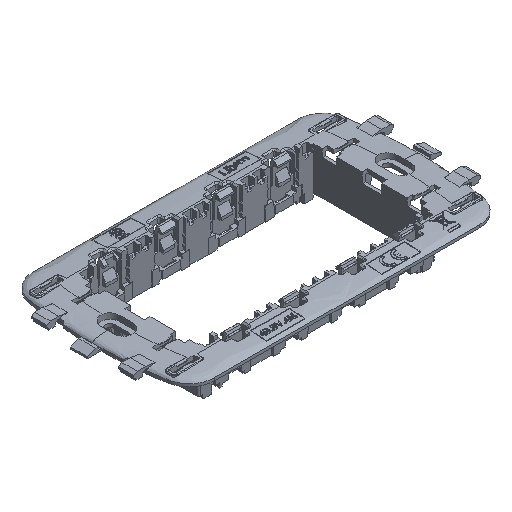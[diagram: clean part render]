
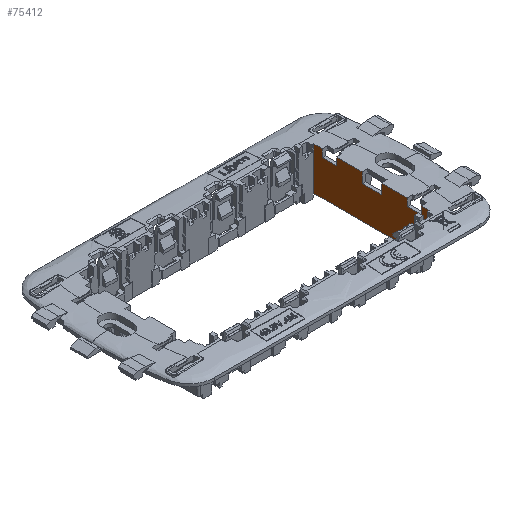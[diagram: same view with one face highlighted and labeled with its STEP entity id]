
A CAD part, isometric view. The second image highlights one B-rep face of the part: STEP entity #75412.
In plain terms, the highlighted planar face has unit normal (-1, 0, 0.009).
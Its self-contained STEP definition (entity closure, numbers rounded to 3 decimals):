
#1242 = VECTOR ( 'NONE', #66733, 1000. ) ;
#1765 = LINE ( 'NONE', #114150, #99181 ) ;
#3777 = ORIENTED_EDGE ( 'NONE', *, *, #56372, .T. ) ;
#4212 = CARTESIAN_POINT ( 'NONE',  ( 56.395, 0., 2.6 ) ) ;
#5767 = DIRECTION ( 'NONE',  ( 0.009, 0., 1. ) ) ;
#6398 = LINE ( 'NONE', #121005, #103891 ) ;
#7214 = VERTEX_POINT ( 'NONE', #18037 ) ;
#8082 = DIRECTION ( 'NONE',  ( 0.009, 0.017, 1. ) ) ;
#9131 = VERTEX_POINT ( 'NONE', #70088 ) ;
#9223 = CARTESIAN_POINT ( 'NONE',  ( 56.395, 0., 2.6 ) ) ;
#13167 = ORIENTED_EDGE ( 'NONE', *, *, #30034, .T. ) ;
#15027 = DIRECTION ( 'NONE',  ( 0., 1., 0. ) ) ;
#17010 = DIRECTION ( 'NONE',  ( 0., 1., 0. ) ) ;
#17900 = CARTESIAN_POINT ( 'NONE',  ( 56.246, -22.396, -14.491 ) ) ;
#18037 = CARTESIAN_POINT ( 'NONE',  ( 56.395, 13.748, 2.6 ) ) ;
#18368 = DIRECTION ( 'NONE',  ( 0., -1., 0. ) ) ;
#18443 = DIRECTION ( 'NONE',  ( 0.009, -0.009, 1. ) ) ;
#19188 = CARTESIAN_POINT ( 'NONE',  ( 56.364, 13.809, -0.892 ) ) ;
#20669 = LINE ( 'NONE', #162037, #159738 ) ;
#21156 = AXIS2_PLACEMENT_3D ( 'NONE', #157940, #81939, #5767 ) ;
#21780 = VERTEX_POINT ( 'NONE', #30015 ) ;
#22847 = VERTEX_POINT ( 'NONE', #37025 ) ;
#24121 = EDGE_CURVE ( 'NONE', #60752, #40647, #20669, .T. ) ;
#25015 = VECTOR ( 'NONE', #17010, 1000. ) ;
#26602 = VECTOR ( 'NONE', #120802, 1000. ) ;
#26846 = ORIENTED_EDGE ( 'NONE', *, *, #148370, .F. ) ;
#27810 = CARTESIAN_POINT ( 'NONE',  ( 56.395, 0., 2.6 ) ) ;
#30015 = CARTESIAN_POINT ( 'NONE',  ( 56.395, -22.545, 2.6 ) ) ;
#30034 = EDGE_CURVE ( 'NONE', #32394, #71630, #6398, .T. ) ;
#30926 = EDGE_LOOP ( 'NONE', ( #92414, #13167, #101680, #107976, #26846, #3777, #137980, #38380, #85897, #113027, #120752, #38006, #109812, #38670, #58409, #141216 ) ) ;
#32394 = VERTEX_POINT ( 'NONE', #50746 ) ;
#32619 = VERTEX_POINT ( 'NONE', #130589 ) ;
#34826 = EDGE_CURVE ( 'NONE', #80783, #42527, #46083, .T. ) ;
#35959 = CARTESIAN_POINT ( 'NONE',  ( 56.369, -19.3, -0.4 ) ) ;
#37025 = CARTESIAN_POINT ( 'NONE',  ( 56.395, 22.545, 2.6 ) ) ;
#38006 = ORIENTED_EDGE ( 'NONE', *, *, #34826, .F. ) ;
#38380 = ORIENTED_EDGE ( 'NONE', *, *, #93932, .F. ) ;
#38670 = ORIENTED_EDGE ( 'NONE', *, *, #48943, .T. ) ;
#40647 = VERTEX_POINT ( 'NONE', #75024 ) ;
#41583 = CARTESIAN_POINT ( 'NONE',  ( 56.369, 13.8, -0.4 ) ) ;
#42527 = VERTEX_POINT ( 'NONE', #112753 ) ;
#42686 = LINE ( 'NONE', #160246, #106228 ) ;
#43827 = EDGE_CURVE ( 'NONE', #21780, #42527, #1765, .T. ) ;
#45000 = EDGE_CURVE ( 'NONE', #106638, #80783, #150622, .T. ) ;
#45464 = FACE_OUTER_BOUND ( 'NONE', #30926, .T. ) ;
#46083 = LINE ( 'NONE', #107493, #143425 ) ;
#48061 = EDGE_CURVE ( 'NONE', #40647, #21780, #62970, .T. ) ;
#48943 = EDGE_CURVE ( 'NONE', #106638, #9131, #112502, .T. ) ;
#50746 = CARTESIAN_POINT ( 'NONE',  ( 56.36, 3.733, -1.4 ) ) ;
#51389 = EDGE_CURVE ( 'NONE', #63985, #7214, #127950, .T. ) ;
#54676 = CARTESIAN_POINT ( 'NONE',  ( 56.369, -13.8, -0.4 ) ) ;
#56169 = CARTESIAN_POINT ( 'NONE',  ( 56.36, 0., -1.4 ) ) ;
#56372 = EDGE_CURVE ( 'NONE', #32619, #144758, #42686, .T. ) ;
#56733 = LINE ( 'NONE', #87833, #154123 ) ;
#57230 = VECTOR ( 'NONE', #57317, 1000. ) ;
#57317 = DIRECTION ( 'NONE',  ( 0., -1., 0. ) ) ;
#58409 = ORIENTED_EDGE ( 'NONE', *, *, #77932, .T. ) ;
#60752 = VERTEX_POINT ( 'NONE', #102657 ) ;
#62959 = VECTOR ( 'NONE', #103116, 1000. ) ;
#62970 = LINE ( 'NONE', #17900, #126492 ) ;
#63985 = VERTEX_POINT ( 'NONE', #41583 ) ;
#66733 = DIRECTION ( 'NONE',  ( 0., -1., 0. ) ) ;
#69198 = PLANE ( 'NONE',  #21156 ) ;
#70088 = CARTESIAN_POINT ( 'NONE',  ( 56.395, -13.748, 2.6 ) ) ;
#70164 = VERTEX_POINT ( 'NONE', #116987 ) ;
#71630 = VERTEX_POINT ( 'NONE', #119948 ) ;
#75024 = CARTESIAN_POINT ( 'NONE',  ( 56.25, -22.4, -14. ) ) ;
#75412 = ADVANCED_FACE ( 'NONE', ( #45464 ), #69198, .T. ) ;
#77932 = EDGE_CURVE ( 'NONE', #9131, #87039, #153825, .T. ) ;
#78772 = VECTOR ( 'NONE', #80017, 1000. ) ;
#80017 = DIRECTION ( 'NONE',  ( 0.009, 0.017, 1. ) ) ;
#80783 = VERTEX_POINT ( 'NONE', #35959 ) ;
#81939 = DIRECTION ( 'NONE',  ( -1., 0., 0.009 ) ) ;
#84889 = LINE ( 'NONE', #27810, #118625 ) ;
#85897 = ORIENTED_EDGE ( 'NONE', *, *, #24121, .T. ) ;
#86028 = DIRECTION ( 'NONE',  ( 0., -1., 0. ) ) ;
#87039 = VERTEX_POINT ( 'NONE', #104947 ) ;
#87833 = CARTESIAN_POINT ( 'NONE',  ( 56.249, -3.512, -14.061 ) ) ;
#87964 = EDGE_CURVE ( 'NONE', #32394, #70164, #99715, .T. ) ;
#90297 = CARTESIAN_POINT ( 'NONE',  ( 56.248, 22.398, -14.195 ) ) ;
#92414 = ORIENTED_EDGE ( 'NONE', *, *, #87964, .F. ) ;
#93932 = EDGE_CURVE ( 'NONE', #60752, #22847, #96692, .T. ) ;
#96692 = LINE ( 'NONE', #90297, #62959 ) ;
#98173 = DIRECTION ( 'NONE',  ( 0., 1., 0. ) ) ;
#99181 = VECTOR ( 'NONE', #126878, 1000. ) ;
#99715 = LINE ( 'NONE', #56169, #107654 ) ;
#100628 = DIRECTION ( 'NONE',  ( 0.009, -0.017, 1. ) ) ;
#101680 = ORIENTED_EDGE ( 'NONE', *, *, #108366, .T. ) ;
#102656 = LINE ( 'NONE', #104456, #1242 ) ;
#102657 = CARTESIAN_POINT ( 'NONE',  ( 56.25, 22.4, -14. ) ) ;
#103116 = DIRECTION ( 'NONE',  ( 0.009, 0.009, 1. ) ) ;
#103891 = VECTOR ( 'NONE', #133812, 1000. ) ;
#104456 = CARTESIAN_POINT ( 'NONE',  ( 56.369, 0., -0.4 ) ) ;
#104947 = CARTESIAN_POINT ( 'NONE',  ( 56.395, -3.802, 2.6 ) ) ;
#106228 = VECTOR ( 'NONE', #8082, 1000. ) ;
#106638 = VERTEX_POINT ( 'NONE', #54676 ) ;
#107493 = CARTESIAN_POINT ( 'NONE',  ( 56.364, -19.291, -0.892 ) ) ;
#107654 = VECTOR ( 'NONE', #18368, 1000. ) ;
#107976 = ORIENTED_EDGE ( 'NONE', *, *, #51389, .F. ) ;
#108039 = DIRECTION ( 'NONE',  ( 0.009, -0.017, 1. ) ) ;
#108366 = EDGE_CURVE ( 'NONE', #71630, #7214, #84889, .T. ) ;
#109812 = ORIENTED_EDGE ( 'NONE', *, *, #45000, .F. ) ;
#112502 = LINE ( 'NONE', #143285, #78772 ) ;
#112753 = CARTESIAN_POINT ( 'NONE',  ( 56.395, -19.352, 2.6 ) ) ;
#113027 = ORIENTED_EDGE ( 'NONE', *, *, #48061, .T. ) ;
#114150 = CARTESIAN_POINT ( 'NONE',  ( 56.395, 0., 2.6 ) ) ;
#116987 = CARTESIAN_POINT ( 'NONE',  ( 56.36, -3.733, -1.4 ) ) ;
#118625 = VECTOR ( 'NONE', #15027, 1000. ) ;
#119948 = CARTESIAN_POINT ( 'NONE',  ( 56.395, 3.802, 2.6 ) ) ;
#120752 = ORIENTED_EDGE ( 'NONE', *, *, #43827, .T. ) ;
#120802 = DIRECTION ( 'NONE',  ( 0.009, -0.017, 1. ) ) ;
#121005 = CARTESIAN_POINT ( 'NONE',  ( 56.364, 3.741, -0.892 ) ) ;
#126374 = LINE ( 'NONE', #4212, #25015 ) ;
#126492 = VECTOR ( 'NONE', #18443, 1000. ) ;
#126878 = DIRECTION ( 'NONE',  ( 0., 1., 0. ) ) ;
#127950 = LINE ( 'NONE', #19188, #26602 ) ;
#130589 = CARTESIAN_POINT ( 'NONE',  ( 56.369, 19.3, -0.4 ) ) ;
#131960 = VECTOR ( 'NONE', #98173, 1000. ) ;
#133812 = DIRECTION ( 'NONE',  ( 0.009, 0.017, 1. ) ) ;
#134537 = EDGE_CURVE ( 'NONE', #70164, #87039, #56733, .T. ) ;
#137980 = ORIENTED_EDGE ( 'NONE', *, *, #162965, .T. ) ;
#141216 = ORIENTED_EDGE ( 'NONE', *, *, #134537, .F. ) ;
#143285 = CARTESIAN_POINT ( 'NONE',  ( 56.252, -14.033, -13.755 ) ) ;
#143425 = VECTOR ( 'NONE', #108039, 1000. ) ;
#144333 = CARTESIAN_POINT ( 'NONE',  ( 56.395, 19.352, 2.6 ) ) ;
#144758 = VERTEX_POINT ( 'NONE', #144333 ) ;
#148370 = EDGE_CURVE ( 'NONE', #32619, #63985, #102656, .T. ) ;
#150622 = LINE ( 'NONE', #158352, #57230 ) ;
#153825 = LINE ( 'NONE', #9223, #131960 ) ;
#154123 = VECTOR ( 'NONE', #100628, 1000. ) ;
#157940 = CARTESIAN_POINT ( 'NONE',  ( 56.25, 0., -14. ) ) ;
#158352 = CARTESIAN_POINT ( 'NONE',  ( 56.369, 0., -0.4 ) ) ;
#159738 = VECTOR ( 'NONE', #86028, 1000. ) ;
#160246 = CARTESIAN_POINT ( 'NONE',  ( 56.247, 19.057, -14.333 ) ) ;
#162037 = CARTESIAN_POINT ( 'NONE',  ( 56.25, 0., -14. ) ) ;
#162965 = EDGE_CURVE ( 'NONE', #144758, #22847, #126374, .T. ) ;
